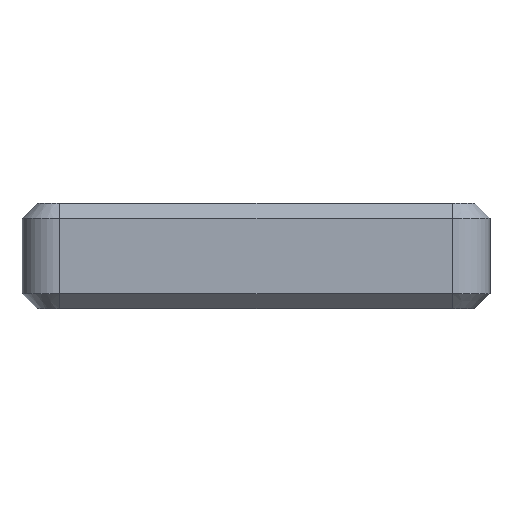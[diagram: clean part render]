
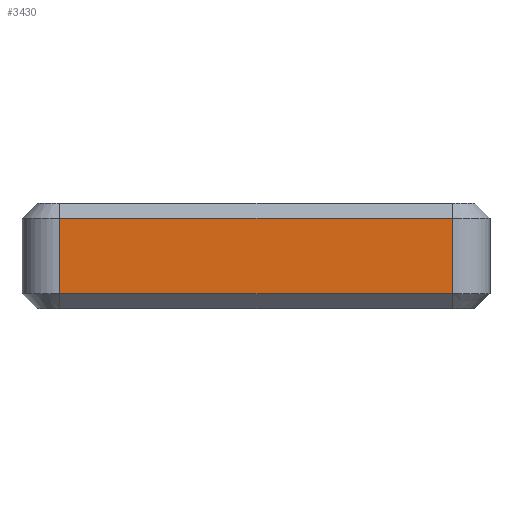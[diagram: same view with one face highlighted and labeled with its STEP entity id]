
A CAD part, left-side view. The second image highlights one B-rep face of the part: STEP entity #3430.
In plain terms, the highlighted planar face has unit normal (-1, 0, 0).
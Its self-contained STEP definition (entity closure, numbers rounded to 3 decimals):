
#136 = PLANE('',#137);
#137 = AXIS2_PLACEMENT_3D('',#138,#139,#140);
#138 = CARTESIAN_POINT('',(-173.477,-10.72,-17.4));
#139 = DIRECTION('',(0.707,0.,-0.707));
#140 = DIRECTION('',(0.,-1.,0.));
#1358 = VERTEX_POINT('',#1359);
#1359 = CARTESIAN_POINT('',(-174.477,-10.72,-18.4));
#1395 = CYLINDRICAL_SURFACE('',#1396,5.);
#1396 = AXIS2_PLACEMENT_3D('',#1397,#1398,#1399);
#1397 = CARTESIAN_POINT('',(-169.477,-10.72,-30.4));
#1398 = DIRECTION('',(0.,0.,1.));
#1399 = DIRECTION('',(-1.,0.,0.));
#1467 = VERTEX_POINT('',#1468);
#1468 = CARTESIAN_POINT('',(-174.477,-62.697,-18.4));
#1489 = EDGE_CURVE('',#1358,#1467,#1490,.T.);
#1490 = SURFACE_CURVE('',#1491,(#1495,#1502),.PCURVE_S1.);
#1491 = LINE('',#1492,#1493);
#1492 = CARTESIAN_POINT('',(-174.477,-10.72,-18.4));
#1493 = VECTOR('',#1494,1.);
#1494 = DIRECTION('',(0.,-1.,0.));
#1495 = PCURVE('',#136,#1496);
#1496 = DEFINITIONAL_REPRESENTATION('',(#1497),#1501);
#1497 = LINE('',#1498,#1499);
#1498 = CARTESIAN_POINT('',(0.,1.414));
#1499 = VECTOR('',#1500,1.);
#1500 = DIRECTION('',(1.,0.));
#1501 = ( GEOMETRIC_REPRESENTATION_CONTEXT(2) 
PARAMETRIC_REPRESENTATION_CONTEXT() REPRESENTATION_CONTEXT('2D SPACE',''
  ) );
#1502 = PCURVE('',#1503,#1508);
#1503 = PLANE('',#1504);
#1504 = AXIS2_PLACEMENT_3D('',#1505,#1506,#1507);
#1505 = CARTESIAN_POINT('',(-174.477,-5.72,-30.4));
#1506 = DIRECTION('',(1.,0.,0.));
#1507 = DIRECTION('',(0.,-1.,0.));
#1508 = DEFINITIONAL_REPRESENTATION('',(#1509),#1513);
#1509 = LINE('',#1510,#1511);
#1510 = CARTESIAN_POINT('',(5.,-12.));
#1511 = VECTOR('',#1512,1.);
#1512 = DIRECTION('',(1.,0.));
#1513 = ( GEOMETRIC_REPRESENTATION_CONTEXT(2) 
PARAMETRIC_REPRESENTATION_CONTEXT() REPRESENTATION_CONTEXT('2D SPACE',''
  ) );
#1613 = CYLINDRICAL_SURFACE('',#1614,5.);
#1614 = AXIS2_PLACEMENT_3D('',#1615,#1616,#1617);
#1615 = CARTESIAN_POINT('',(-169.477,-62.697,-30.4));
#1616 = DIRECTION('',(0.,0.,1.));
#1617 = DIRECTION('',(-1.,0.,0.));
#3325 = EDGE_CURVE('',#3326,#1358,#3328,.T.);
#3326 = VERTEX_POINT('',#3327);
#3327 = CARTESIAN_POINT('',(-174.477,-10.72,-28.4));
#3328 = SURFACE_CURVE('',#3329,(#3333,#3340),.PCURVE_S1.);
#3329 = LINE('',#3330,#3331);
#3330 = CARTESIAN_POINT('',(-174.477,-10.72,-30.4));
#3331 = VECTOR('',#3332,1.);
#3332 = DIRECTION('',(0.,0.,1.));
#3333 = PCURVE('',#1395,#3334);
#3334 = DEFINITIONAL_REPRESENTATION('',(#3335),#3339);
#3335 = LINE('',#3336,#3337);
#3336 = CARTESIAN_POINT('',(-0.,0.));
#3337 = VECTOR('',#3338,1.);
#3338 = DIRECTION('',(-0.,1.));
#3339 = ( GEOMETRIC_REPRESENTATION_CONTEXT(2) 
PARAMETRIC_REPRESENTATION_CONTEXT() REPRESENTATION_CONTEXT('2D SPACE',''
  ) );
#3340 = PCURVE('',#1503,#3341);
#3341 = DEFINITIONAL_REPRESENTATION('',(#3342),#3346);
#3342 = LINE('',#3343,#3344);
#3343 = CARTESIAN_POINT('',(5.,0.));
#3344 = VECTOR('',#3345,1.);
#3345 = DIRECTION('',(0.,-1.));
#3346 = ( GEOMETRIC_REPRESENTATION_CONTEXT(2) 
PARAMETRIC_REPRESENTATION_CONTEXT() REPRESENTATION_CONTEXT('2D SPACE',''
  ) );
#3430 = ADVANCED_FACE('',(#3431),#1503,.F.);
#3431 = FACE_BOUND('',#3432,.F.);
#3432 = EDGE_LOOP('',(#3433,#3434,#3435,#3458));
#3433 = ORIENTED_EDGE('',*,*,#3325,.T.);
#3434 = ORIENTED_EDGE('',*,*,#1489,.T.);
#3435 = ORIENTED_EDGE('',*,*,#3436,.F.);
#3436 = EDGE_CURVE('',#3437,#1467,#3439,.T.);
#3437 = VERTEX_POINT('',#3438);
#3438 = CARTESIAN_POINT('',(-174.477,-62.697,-28.4));
#3439 = SURFACE_CURVE('',#3440,(#3444,#3451),.PCURVE_S1.);
#3440 = LINE('',#3441,#3442);
#3441 = CARTESIAN_POINT('',(-174.477,-62.697,-30.4));
#3442 = VECTOR('',#3443,1.);
#3443 = DIRECTION('',(0.,0.,1.));
#3444 = PCURVE('',#1503,#3445);
#3445 = DEFINITIONAL_REPRESENTATION('',(#3446),#3450);
#3446 = LINE('',#3447,#3448);
#3447 = CARTESIAN_POINT('',(56.977,0.));
#3448 = VECTOR('',#3449,1.);
#3449 = DIRECTION('',(0.,-1.));
#3450 = ( GEOMETRIC_REPRESENTATION_CONTEXT(2) 
PARAMETRIC_REPRESENTATION_CONTEXT() REPRESENTATION_CONTEXT('2D SPACE',''
  ) );
#3451 = PCURVE('',#1613,#3452);
#3452 = DEFINITIONAL_REPRESENTATION('',(#3453),#3457);
#3453 = LINE('',#3454,#3455);
#3454 = CARTESIAN_POINT('',(0.,0.));
#3455 = VECTOR('',#3456,1.);
#3456 = DIRECTION('',(0.,1.));
#3457 = ( GEOMETRIC_REPRESENTATION_CONTEXT(2) 
PARAMETRIC_REPRESENTATION_CONTEXT() REPRESENTATION_CONTEXT('2D SPACE',''
  ) );
#3458 = ORIENTED_EDGE('',*,*,#3459,.F.);
#3459 = EDGE_CURVE('',#3326,#3437,#3460,.T.);
#3460 = SURFACE_CURVE('',#3461,(#3465,#3472),.PCURVE_S1.);
#3461 = LINE('',#3462,#3463);
#3462 = CARTESIAN_POINT('',(-174.477,-10.72,-28.4));
#3463 = VECTOR('',#3464,1.);
#3464 = DIRECTION('',(0.,-1.,0.));
#3465 = PCURVE('',#1503,#3466);
#3466 = DEFINITIONAL_REPRESENTATION('',(#3467),#3471);
#3467 = LINE('',#3468,#3469);
#3468 = CARTESIAN_POINT('',(5.,-2.));
#3469 = VECTOR('',#3470,1.);
#3470 = DIRECTION('',(1.,0.));
#3471 = ( GEOMETRIC_REPRESENTATION_CONTEXT(2) 
PARAMETRIC_REPRESENTATION_CONTEXT() REPRESENTATION_CONTEXT('2D SPACE',''
  ) );
#3472 = PCURVE('',#3473,#3478);
#3473 = PLANE('',#3474);
#3474 = AXIS2_PLACEMENT_3D('',#3475,#3476,#3477);
#3475 = CARTESIAN_POINT('',(-173.477,-10.72,-29.4));
#3476 = DIRECTION('',(-0.707,0.,
    -0.707));
#3477 = DIRECTION('',(0.,-1.,0.));
#3478 = DEFINITIONAL_REPRESENTATION('',(#3479),#3483);
#3479 = LINE('',#3480,#3481);
#3480 = CARTESIAN_POINT('',(0.,1.414));
#3481 = VECTOR('',#3482,1.);
#3482 = DIRECTION('',(1.,0.));
#3483 = ( GEOMETRIC_REPRESENTATION_CONTEXT(2) 
PARAMETRIC_REPRESENTATION_CONTEXT() REPRESENTATION_CONTEXT('2D SPACE',''
  ) );
